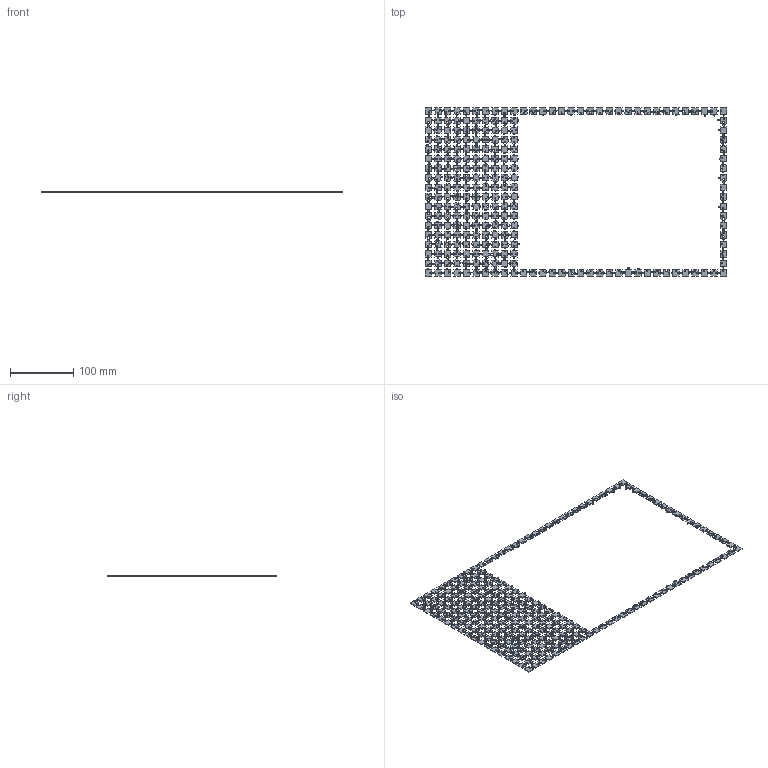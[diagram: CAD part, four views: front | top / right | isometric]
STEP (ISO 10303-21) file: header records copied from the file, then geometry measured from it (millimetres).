
FILE_DESCRIPTION(('HOOPS Exchange Step'),'2;1');
FILE_NAME('temp_export','2024-07-27T11:28:48+08:00',('sharma21'),('Shapr3D Limited'),'HOOPS Exchange 2024.2','Shapr3D','Authorized');
FILE_SCHEMA( ('AUTOMOTIVE_DESIGN { 1 0 10303 214 1 1 1 1 }') );
Length unit declared in the file: millimetre
Products named in the file (1): root
Bounding box: 475 x 265 x 1 mm (x, y, z)
Volume: 24121.2 mm3; surface area: 63076.1 mm2
Topology: 240 solids, 240 shells, 1442 faces, 2886 edges, 1924 vertices
Faces by surface type: bspline 862, plane 580
Entity records: 48467 total; most frequent: CARTESIAN_POINT 24419, ORIENTED_EDGE 5772, EDGE_CURVE 2886, DIRECTION 2324, VERTEX_POINT 1924, B_SPLINE_CURVE_WITH_KNOTS 1724, EDGE_LOOP 1442, FACE_BOUND 1442
